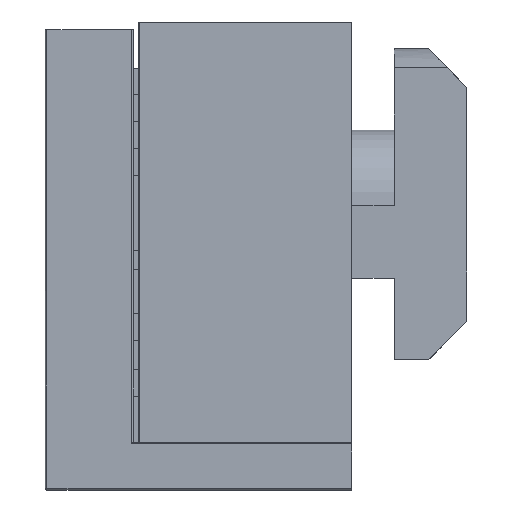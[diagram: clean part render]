
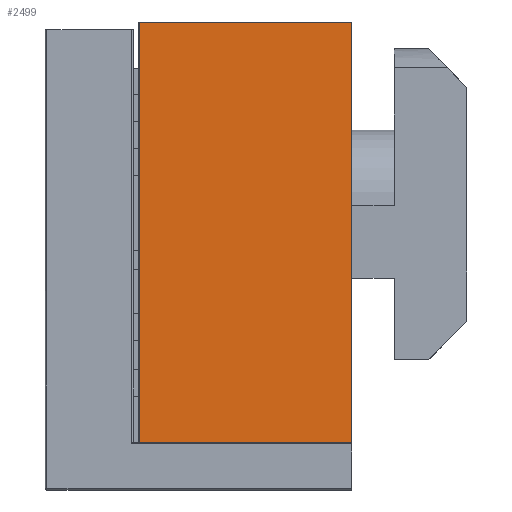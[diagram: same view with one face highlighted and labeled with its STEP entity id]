
A CAD part, left-side view. The second image highlights one B-rep face of the part: STEP entity #2499.
In plain terms, the highlighted planar face has unit normal (-1, 0, 0).
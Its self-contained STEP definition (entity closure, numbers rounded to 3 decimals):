
#191 = VERTEX_POINT ( 'NONE', #3119 ) ;
#198 = VECTOR ( 'NONE', #5999, 1000. ) ;
#321 = DIRECTION ( 'NONE',  ( 0., 0., -1. ) ) ;
#410 = ORIENTED_EDGE ( 'NONE', *, *, #4242, .T. ) ;
#889 = EDGE_CURVE ( 'NONE', #191, #1961, #3653, .T. ) ;
#1151 = DIRECTION ( 'NONE',  ( 0., 0., 1. ) ) ;
#1212 = CARTESIAN_POINT ( 'NONE',  ( -8., 0., 10.95 ) ) ;
#1224 = CARTESIAN_POINT ( 'NONE',  ( -8., 14.3, 10.95 ) ) ;
#1562 = CARTESIAN_POINT ( 'NONE',  ( -8., 0., 10.95 ) ) ;
#1715 = DIRECTION ( 'NONE',  ( 0., -1., 0. ) ) ;
#1961 = VERTEX_POINT ( 'NONE', #1212 ) ;
#2083 = VECTOR ( 'NONE', #2283, 1000. ) ;
#2283 = DIRECTION ( 'NONE',  ( 0., -1., 0. ) ) ;
#2499 = ADVANCED_FACE ( 'NONE', ( #5520 ), #5239, .F. ) ;
#3119 = CARTESIAN_POINT ( 'NONE',  ( -8., 0., -10.95 ) ) ;
#3235 = CARTESIAN_POINT ( 'NONE',  ( -8., 14.3, -10.95 ) ) ;
#3256 = DIRECTION ( 'NONE',  ( 1., 0., 0. ) ) ;
#3538 = LINE ( 'NONE', #3235, #2083 ) ;
#3653 = LINE ( 'NONE', #1562, #198 ) ;
#3893 = ORIENTED_EDGE ( 'NONE', *, *, #889, .T. ) ;
#4130 = EDGE_CURVE ( 'NONE', #5752, #1961, #5044, .T. ) ;
#4155 = VERTEX_POINT ( 'NONE', #5198 ) ;
#4242 = EDGE_CURVE ( 'NONE', #4155, #191, #3538, .T. ) ;
#4246 = EDGE_LOOP ( 'NONE', ( #6178, #410, #3893, #4459 ) ) ;
#4459 = ORIENTED_EDGE ( 'NONE', *, *, #4130, .F. ) ;
#4602 = CARTESIAN_POINT ( 'NONE',  ( -8., 11.1, -10.95 ) ) ;
#4709 = LINE ( 'NONE', #4602, #5015 ) ;
#4802 = AXIS2_PLACEMENT_3D ( 'NONE', #6241, #3256, #321 ) ;
#4818 = CARTESIAN_POINT ( 'NONE',  ( -8., 11.1, 10.95 ) ) ;
#5015 = VECTOR ( 'NONE', #1151, 1000. ) ;
#5044 = LINE ( 'NONE', #1224, #5952 ) ;
#5198 = CARTESIAN_POINT ( 'NONE',  ( -8., 11.1, -10.95 ) ) ;
#5239 = PLANE ( 'NONE',  #4802 ) ;
#5450 = EDGE_CURVE ( 'NONE', #4155, #5752, #4709, .T. ) ;
#5520 = FACE_OUTER_BOUND ( 'NONE', #4246, .T. ) ;
#5752 = VERTEX_POINT ( 'NONE', #4818 ) ;
#5952 = VECTOR ( 'NONE', #1715, 1000. ) ;
#5999 = DIRECTION ( 'NONE',  ( 0., 0., 1. ) ) ;
#6178 = ORIENTED_EDGE ( 'NONE', *, *, #5450, .F. ) ;
#6241 = CARTESIAN_POINT ( 'NONE',  ( -8., 14.3, 10.95 ) ) ;
